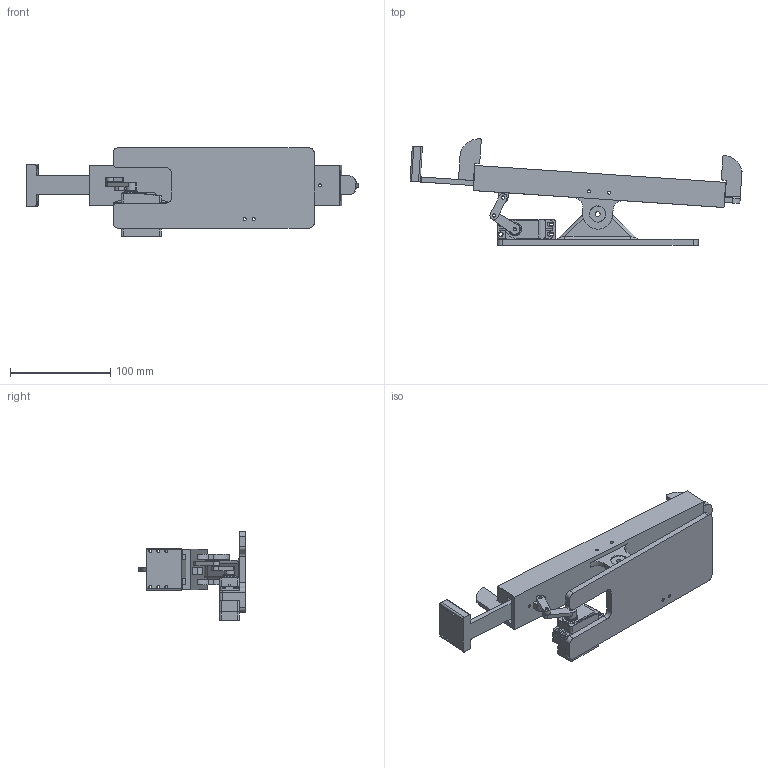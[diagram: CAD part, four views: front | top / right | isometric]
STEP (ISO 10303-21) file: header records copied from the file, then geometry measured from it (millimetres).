
FILE_DESCRIPTION (( 'STEP AP214' ), '1' );
FILE_NAME ('setup.STEP', '2025-01-11T21:45:57', ( '' ), ( '' ), 'SwSTEP 2.0', 'SolidWorks 2023', '' );
FILE_SCHEMA (( 'AUTOMOTIVE_DESIGN' ));
Length unit declared in the file: millimetre
Products named in the file (9): Servo; linkage; 16x5x5; arm; ballstop; base; rail; setup; sensor bracket
Assembly tree (9 placements, depth 2):
  setup
    base
    rail
    16x5x5  x2
    Servo
    arm
    linkage
    sensor bracket
    ballstop
Bounding box: 330.39 x 105.99 x 88 mm (x, y, z)
Volume: 298202.1 mm3; surface area: 113605.3 mm2
Topology: 9 solids, 9 shells, 719 faces, 2029 edges, 1328 vertices
Faces by surface type: plane 360, cylinder 340, cone 8, bspline 6, torus 5
Entity records: 23830 total; most frequent: CARTESIAN_POINT 4413, DIRECTION 4090, ORIENTED_EDGE 4034, EDGE_CURVE 2017, AXIS2_PLACEMENT_3D 1391, VERTEX_POINT 1320, LINE 1308, VECTOR 1308
